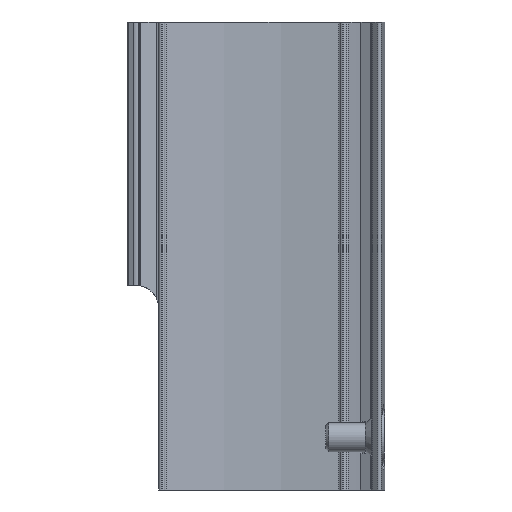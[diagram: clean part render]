
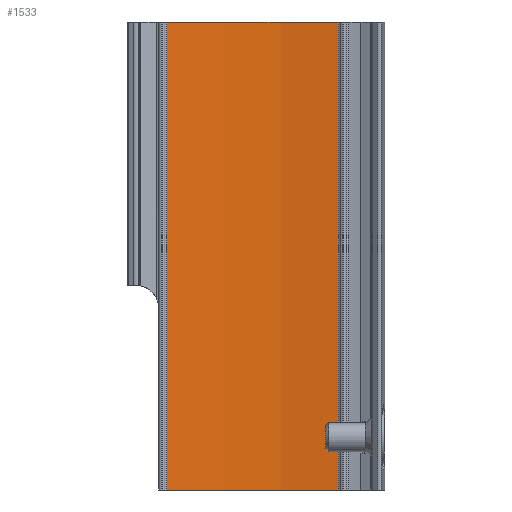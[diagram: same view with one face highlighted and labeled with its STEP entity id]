
A CAD part, front view. The second image highlights one B-rep face of the part: STEP entity #1533.
In plain terms, the highlighted cylindrical face has radius 44.5 mm (diameter 89 mm), a partial arc.
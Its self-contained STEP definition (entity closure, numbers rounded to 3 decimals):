
#106=CIRCLE('',#1685,44.5);
#107=CIRCLE('',#1686,44.5);
#340=ORIENTED_EDGE('',*,*,#772,.T.);
#341=ORIENTED_EDGE('',*,*,#771,.F.);
#342=ORIENTED_EDGE('',*,*,#773,.F.);
#343=ORIENTED_EDGE('',*,*,#774,.T.);
#771=EDGE_CURVE('',#970,#969,#1106,.T.);
#772=EDGE_CURVE('',#971,#969,#106,.T.);
#773=EDGE_CURVE('',#972,#970,#107,.T.);
#774=EDGE_CURVE('',#972,#971,#1107,.T.);
#969=VERTEX_POINT('',#2498);
#970=VERTEX_POINT('',#2500);
#971=VERTEX_POINT('',#2504);
#972=VERTEX_POINT('',#2506);
#1106=LINE('',#2501,#1216);
#1107=LINE('',#2507,#1217);
#1216=VECTOR('',#1980,1000.);
#1217=VECTOR('',#1987,1000.);
#1299=EDGE_LOOP('',(#340,#341,#342,#343));
#1391=FACE_BOUND('',#1299,.T.);
#1470=CYLINDRICAL_SURFACE('',#1684,44.5);
#1533=ADVANCED_FACE('',(#1391),#1470,.F.);
#1684=AXIS2_PLACEMENT_3D('',#2502,#1981,#1982);
#1685=AXIS2_PLACEMENT_3D('',#2503,#1983,#1984);
#1686=AXIS2_PLACEMENT_3D('',#2505,#1985,#1986);
#1980=DIRECTION('',(0.,0.,1.));
#1981=DIRECTION('',(0.,0.,1.));
#1982=DIRECTION('',(1.,0.,0.));
#1983=DIRECTION('',(0.,0.,1.));
#1984=DIRECTION('',(1.,0.,0.));
#1985=DIRECTION('',(0.,0.,1.));
#1986=DIRECTION('',(1.,0.,0.));
#1987=DIRECTION('',(0.,0.,1.));
#2498=CARTESIAN_POINT('',(-6.831,6.473,0.));
#2500=CARTESIAN_POINT('',(-6.831,6.473,-40.));
#2501=CARTESIAN_POINT('',(-6.831,6.473,-40.));
#2502=CARTESIAN_POINT('',(0.,-37.5,-40.));
#2503=CARTESIAN_POINT('',(0.,-37.5,0.));
#2504=CARTESIAN_POINT('',(7.835,6.305,0.));
#2505=CARTESIAN_POINT('',(0.,-37.5,-40.));
#2506=CARTESIAN_POINT('',(7.835,6.305,-40.));
#2507=CARTESIAN_POINT('',(7.835,6.305,-40.));
